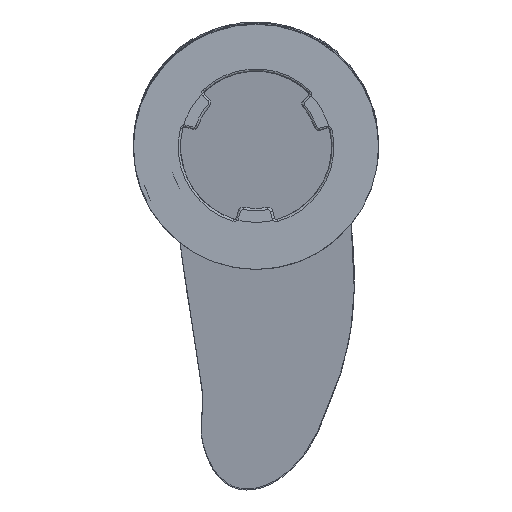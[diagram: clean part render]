
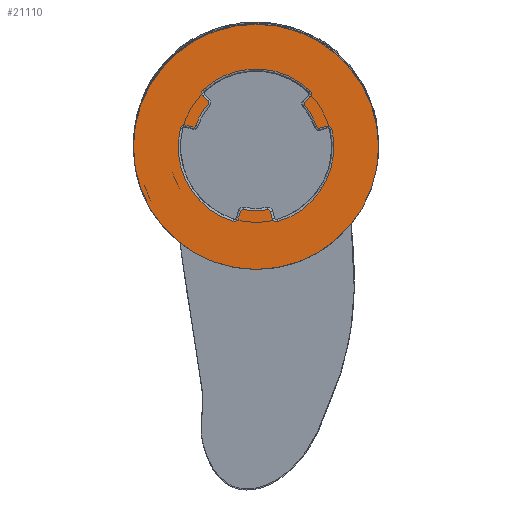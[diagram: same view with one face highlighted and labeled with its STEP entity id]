
A CAD part, front view. The second image highlights one B-rep face of the part: STEP entity #21110.
In plain terms, the highlighted planar face has unit normal (0, -1, 0).
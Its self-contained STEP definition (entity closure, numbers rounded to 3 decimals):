
#644=FACE_BOUND('',#6321,.T.);
#2115=CIRCLE('',#23696,27.);
#2118=CIRCLE('',#23701,0.5);
#2119=CIRCLE('',#23702,14.08);
#2120=CIRCLE('',#23703,0.5);
#2121=CIRCLE('',#23704,1.);
#2122=CIRCLE('',#23705,17.15);
#2123=CIRCLE('',#23706,1.);
#2124=CIRCLE('',#23707,0.5);
#2125=CIRCLE('',#23708,14.08);
#2126=CIRCLE('',#23709,0.5);
#2127=CIRCLE('',#23710,1.);
#2128=CIRCLE('',#23711,17.15);
#2129=CIRCLE('',#23712,1.);
#2130=CIRCLE('',#23713,0.5);
#2131=CIRCLE('',#23714,14.08);
#2132=CIRCLE('',#23715,0.5);
#2133=CIRCLE('',#23716,1.);
#2134=CIRCLE('',#23717,17.15);
#2135=CIRCLE('',#23718,1.);
#3326=PLANE('',#23700);
#4535=FACE_OUTER_BOUND('',#6320,.T.);
#6320=EDGE_LOOP('',(#19265));
#6321=EDGE_LOOP('',(#19266,#19267,#19268,#19269,#19270,#19271,#19272,#19273,
#19274,#19275,#19276,#19277,#19278,#19279,#19280,#19281,#19282,#19283,#19284,
#19285,#19286,#19287,#19288,#19289));
#7423=LINE('',#42135,#8465);
#7424=LINE('',#42143,#8466);
#7425=LINE('',#42151,#8467);
#7426=LINE('',#42159,#8468);
#7427=LINE('',#42167,#8469);
#7428=LINE('',#42175,#8470);
#8465=VECTOR('',#29808,1000.);
#8466=VECTOR('',#29815,1000.);
#8467=VECTOR('',#29822,1000.);
#8468=VECTOR('',#29829,1000.);
#8469=VECTOR('',#29836,1000.);
#8470=VECTOR('',#29843,1000.);
#10626=VERTEX_POINT('',#41994);
#10630=VERTEX_POINT('',#42133);
#10631=VERTEX_POINT('',#42134);
#10632=VERTEX_POINT('',#42136);
#10633=VERTEX_POINT('',#42138);
#10634=VERTEX_POINT('',#42140);
#10635=VERTEX_POINT('',#42142);
#10636=VERTEX_POINT('',#42144);
#10637=VERTEX_POINT('',#42146);
#10638=VERTEX_POINT('',#42148);
#10639=VERTEX_POINT('',#42150);
#10640=VERTEX_POINT('',#42152);
#10641=VERTEX_POINT('',#42154);
#10642=VERTEX_POINT('',#42156);
#10643=VERTEX_POINT('',#42158);
#10644=VERTEX_POINT('',#42160);
#10645=VERTEX_POINT('',#42162);
#10646=VERTEX_POINT('',#42164);
#10647=VERTEX_POINT('',#42166);
#10648=VERTEX_POINT('',#42168);
#10649=VERTEX_POINT('',#42170);
#10650=VERTEX_POINT('',#42172);
#10651=VERTEX_POINT('',#42174);
#10652=VERTEX_POINT('',#42176);
#10653=VERTEX_POINT('',#42178);
#13524=EDGE_CURVE('',#10626,#10626,#2115,.F.);
#13531=EDGE_CURVE('',#10630,#10631,#7423,.T.);
#13532=EDGE_CURVE('',#10631,#10632,#2118,.T.);
#13533=EDGE_CURVE('',#10632,#10633,#2119,.T.);
#13534=EDGE_CURVE('',#10633,#10634,#2120,.T.);
#13535=EDGE_CURVE('',#10634,#10635,#7424,.T.);
#13536=EDGE_CURVE('',#10636,#10635,#2121,.T.);
#13537=EDGE_CURVE('',#10636,#10637,#2122,.T.);
#13538=EDGE_CURVE('',#10638,#10637,#2123,.T.);
#13539=EDGE_CURVE('',#10638,#10639,#7425,.T.);
#13540=EDGE_CURVE('',#10639,#10640,#2124,.T.);
#13541=EDGE_CURVE('',#10640,#10641,#2125,.T.);
#13542=EDGE_CURVE('',#10641,#10642,#2126,.T.);
#13543=EDGE_CURVE('',#10642,#10643,#7426,.T.);
#13544=EDGE_CURVE('',#10644,#10643,#2127,.T.);
#13545=EDGE_CURVE('',#10644,#10645,#2128,.T.);
#13546=EDGE_CURVE('',#10646,#10645,#2129,.T.);
#13547=EDGE_CURVE('',#10646,#10647,#7427,.T.);
#13548=EDGE_CURVE('',#10647,#10648,#2130,.T.);
#13549=EDGE_CURVE('',#10648,#10649,#2131,.T.);
#13550=EDGE_CURVE('',#10649,#10650,#2132,.T.);
#13551=EDGE_CURVE('',#10650,#10651,#7428,.T.);
#13552=EDGE_CURVE('',#10652,#10651,#2133,.T.);
#13553=EDGE_CURVE('',#10652,#10653,#2134,.T.);
#13554=EDGE_CURVE('',#10630,#10653,#2135,.T.);
#19265=ORIENTED_EDGE('',*,*,#13524,.F.);
#19266=ORIENTED_EDGE('',*,*,#13531,.T.);
#19267=ORIENTED_EDGE('',*,*,#13532,.T.);
#19268=ORIENTED_EDGE('',*,*,#13533,.T.);
#19269=ORIENTED_EDGE('',*,*,#13534,.T.);
#19270=ORIENTED_EDGE('',*,*,#13535,.T.);
#19271=ORIENTED_EDGE('',*,*,#13536,.F.);
#19272=ORIENTED_EDGE('',*,*,#13537,.T.);
#19273=ORIENTED_EDGE('',*,*,#13538,.F.);
#19274=ORIENTED_EDGE('',*,*,#13539,.T.);
#19275=ORIENTED_EDGE('',*,*,#13540,.T.);
#19276=ORIENTED_EDGE('',*,*,#13541,.T.);
#19277=ORIENTED_EDGE('',*,*,#13542,.T.);
#19278=ORIENTED_EDGE('',*,*,#13543,.T.);
#19279=ORIENTED_EDGE('',*,*,#13544,.F.);
#19280=ORIENTED_EDGE('',*,*,#13545,.T.);
#19281=ORIENTED_EDGE('',*,*,#13546,.F.);
#19282=ORIENTED_EDGE('',*,*,#13547,.T.);
#19283=ORIENTED_EDGE('',*,*,#13548,.T.);
#19284=ORIENTED_EDGE('',*,*,#13549,.T.);
#19285=ORIENTED_EDGE('',*,*,#13550,.T.);
#19286=ORIENTED_EDGE('',*,*,#13551,.T.);
#19287=ORIENTED_EDGE('',*,*,#13552,.F.);
#19288=ORIENTED_EDGE('',*,*,#13553,.T.);
#19289=ORIENTED_EDGE('',*,*,#13554,.F.);
#21110=ADVANCED_FACE('',(#4535,#644),#3326,.T.);
#23696=AXIS2_PLACEMENT_3D('',#41995,#29796,#29797);
#23700=AXIS2_PLACEMENT_3D('',#42132,#29806,#29807);
#23701=AXIS2_PLACEMENT_3D('',#42137,#29809,#29810);
#23702=AXIS2_PLACEMENT_3D('',#42139,#29811,#29812);
#23703=AXIS2_PLACEMENT_3D('',#42141,#29813,#29814);
#23704=AXIS2_PLACEMENT_3D('',#42145,#29816,#29817);
#23705=AXIS2_PLACEMENT_3D('',#42147,#29818,#29819);
#23706=AXIS2_PLACEMENT_3D('',#42149,#29820,#29821);
#23707=AXIS2_PLACEMENT_3D('',#42153,#29823,#29824);
#23708=AXIS2_PLACEMENT_3D('',#42155,#29825,#29826);
#23709=AXIS2_PLACEMENT_3D('',#42157,#29827,#29828);
#23710=AXIS2_PLACEMENT_3D('',#42161,#29830,#29831);
#23711=AXIS2_PLACEMENT_3D('',#42163,#29832,#29833);
#23712=AXIS2_PLACEMENT_3D('',#42165,#29834,#29835);
#23713=AXIS2_PLACEMENT_3D('',#42169,#29837,#29838);
#23714=AXIS2_PLACEMENT_3D('',#42171,#29839,#29840);
#23715=AXIS2_PLACEMENT_3D('',#42173,#29841,#29842);
#23716=AXIS2_PLACEMENT_3D('',#42177,#29844,#29845);
#23717=AXIS2_PLACEMENT_3D('',#42179,#29846,#29847);
#23718=AXIS2_PLACEMENT_3D('',#42180,#29848,#29849);
#29796=DIRECTION('center_axis',(0.,-1.,0.));
#29797=DIRECTION('ref_axis',(0.174,0.,0.985));
#29806=DIRECTION('center_axis',(0.,-1.,0.));
#29807=DIRECTION('ref_axis',(1.,0.,0.));
#29808=DIRECTION('',(-0.713,0.,-0.701));
#29809=DIRECTION('center_axis',(0.,-1.,0.));
#29810=DIRECTION('ref_axis',(0.701,0.,-0.713));
#29811=DIRECTION('center_axis',(0.,1.,0.));
#29812=DIRECTION('ref_axis',(0.701,0.,-0.713));
#29813=DIRECTION('center_axis',(0.,-1.,0.));
#29814=DIRECTION('ref_axis',(0.701,0.,-0.713));
#29815=DIRECTION('',(0.968,0.,0.25));
#29816=DIRECTION('center_axis',(0.,-1.,0.));
#29817=DIRECTION('ref_axis',(0.701,0.,-0.713));
#29818=DIRECTION('center_axis',(0.,1.,0.));
#29819=DIRECTION('ref_axis',(0.701,0.,-0.713));
#29820=DIRECTION('center_axis',(0.,-1.,0.));
#29821=DIRECTION('ref_axis',(0.701,0.,-0.713));
#29822=DIRECTION('',(-0.25,0.,0.968));
#29823=DIRECTION('center_axis',(0.,-1.,0.));
#29824=DIRECTION('ref_axis',(0.701,0.,-0.713));
#29825=DIRECTION('center_axis',(0.,1.,0.));
#29826=DIRECTION('ref_axis',(0.701,0.,-0.713));
#29827=DIRECTION('center_axis',(0.,-1.,0.));
#29828=DIRECTION('ref_axis',(0.701,0.,-0.713));
#29829=DIRECTION('',(-0.267,0.,-0.964));
#29830=DIRECTION('center_axis',(0.,-1.,0.));
#29831=DIRECTION('ref_axis',(0.701,0.,-0.713));
#29832=DIRECTION('center_axis',(0.,1.,0.));
#29833=DIRECTION('ref_axis',(0.701,0.,-0.713));
#29834=DIRECTION('center_axis',(0.,-1.,0.));
#29835=DIRECTION('ref_axis',(0.701,0.,-0.713));
#29836=DIRECTION('',(0.964,0.,-0.267));
#29837=DIRECTION('center_axis',(0.,-1.,0.));
#29838=DIRECTION('ref_axis',(0.701,0.,-0.713));
#29839=DIRECTION('center_axis',(0.,1.,0.));
#29840=DIRECTION('ref_axis',(0.701,0.,-0.713));
#29841=DIRECTION('center_axis',(0.,-1.,0.));
#29842=DIRECTION('ref_axis',(0.701,0.,-0.713));
#29843=DIRECTION('',(-0.701,0.,0.713));
#29844=DIRECTION('center_axis',(0.,-1.,0.));
#29845=DIRECTION('ref_axis',(0.701,0.,-0.713));
#29846=DIRECTION('center_axis',(0.,1.,0.));
#29847=DIRECTION('ref_axis',(0.701,0.,-0.713));
#29848=DIRECTION('center_axis',(0.,-1.,0.));
#29849=DIRECTION('ref_axis',(0.701,0.,-0.713));
#41994=CARTESIAN_POINT('',(-4.689,-120.,28.41));
#41995=CARTESIAN_POINT('Origin',(0.,-120.,55.));
#42132=CARTESIAN_POINT('Origin',(0.,-120.,55.));
#42133=CARTESIAN_POINT('',(11.864,-120.,65.958));
#42134=CARTESIAN_POINT('',(10.725,-120.,64.839));
#42135=CARTESIAN_POINT('',(10.725,-120.,64.839));
#42136=CARTESIAN_POINT('',(10.696,-120.,64.157));
#42137=CARTESIAN_POINT('Origin',(11.076,-120.,64.482));
#42138=CARTESIAN_POINT('',(13.358,-120.,59.452));
#42139=CARTESIAN_POINT('Origin',(0.,-120.,55.));
#42140=CARTESIAN_POINT('',(13.957,-120.,59.126));
#42141=CARTESIAN_POINT('Origin',(13.832,-120.,59.61));
#42142=CARTESIAN_POINT('',(15.503,-120.,59.526));
#42143=CARTESIAN_POINT('',(15.994,-120.,59.653));
#42144=CARTESIAN_POINT('',(16.729,-120.,58.778));
#42145=CARTESIAN_POINT('Origin',(15.753,-120.,58.558));
#42146=CARTESIAN_POINT('',(4.806,-120.,38.537));
#42147=CARTESIAN_POINT('Origin',(0.,-120.,55.));
#42148=CARTESIAN_POINT('',(3.558,-120.,39.247));
#42149=CARTESIAN_POINT('Origin',(4.526,-120.,39.497));
#42150=CARTESIAN_POINT('',(3.158,-120.,40.792));
#42151=CARTESIAN_POINT('',(3.158,-120.,40.792));
#42152=CARTESIAN_POINT('',(2.582,-120.,41.159));
#42153=CARTESIAN_POINT('Origin',(2.674,-120.,40.667));
#42154=CARTESIAN_POINT('',(-2.823,-120.,41.206));
#42155=CARTESIAN_POINT('Origin',(0.,-120.,55.));
#42156=CARTESIAN_POINT('',(-3.405,-120.,40.85));
#42157=CARTESIAN_POINT('Origin',(-2.924,-120.,40.716));
#42158=CARTESIAN_POINT('',(-3.832,-120.,39.311));
#42159=CARTESIAN_POINT('',(-3.968,-120.,38.822));
#42160=CARTESIAN_POINT('',(-5.093,-120.,38.624));
#42161=CARTESIAN_POINT('Origin',(-4.796,-120.,39.578));
#42162=CARTESIAN_POINT('',(-16.66,-120.,59.069));
#42163=CARTESIAN_POINT('Origin',(0.,-120.,55.));
#42164=CARTESIAN_POINT('',(-15.422,-120.,59.796));
#42165=CARTESIAN_POINT('Origin',(-15.689,-120.,58.832));
#42166=CARTESIAN_POINT('',(-13.883,-120.,59.369));
#42167=CARTESIAN_POINT('',(-13.883,-120.,59.369));
#42168=CARTESIAN_POINT('',(-13.278,-120.,59.684));
#42169=CARTESIAN_POINT('Origin',(-13.749,-120.,59.851));
#42170=CARTESIAN_POINT('',(-10.534,-120.,64.342));
#42171=CARTESIAN_POINT('Origin',(0.,-120.,55.));
#42172=CARTESIAN_POINT('',(-10.552,-120.,65.024));
#42173=CARTESIAN_POINT('Origin',(-10.908,-120.,64.674));
#42174=CARTESIAN_POINT('',(-11.671,-120.,66.163));
#42175=CARTESIAN_POINT('',(-12.027,-120.,66.525));
#42176=CARTESIAN_POINT('',(-11.636,-120.,67.599));
#42177=CARTESIAN_POINT('Origin',(-10.958,-120.,66.864));
#42178=CARTESIAN_POINT('',(11.854,-120.,67.394));
#42179=CARTESIAN_POINT('Origin',(0.,-120.,55.));
#42180=CARTESIAN_POINT('Origin',(11.163,-120.,66.671));
